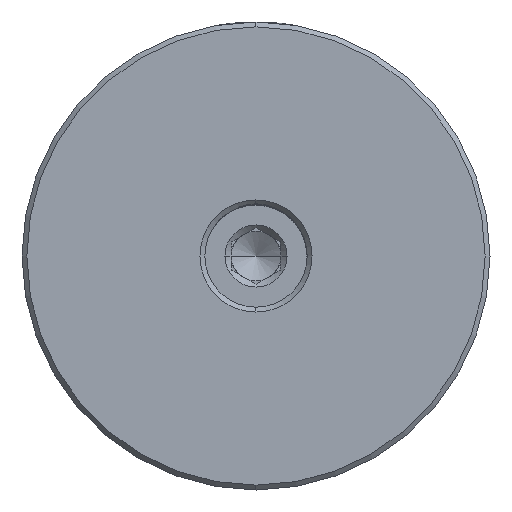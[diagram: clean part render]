
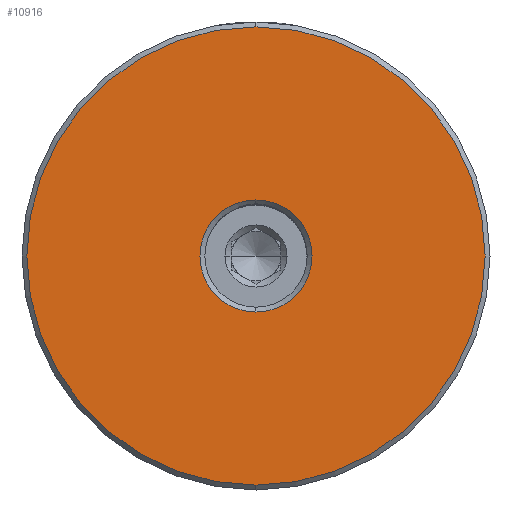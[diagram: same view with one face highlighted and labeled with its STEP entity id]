
A CAD part, left-side view. The second image highlights one B-rep face of the part: STEP entity #10916.
In plain terms, the highlighted planar face has unit normal (-1, 0, 0).
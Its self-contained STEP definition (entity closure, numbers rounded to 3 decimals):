
#1012 = EDGE_CURVE ( 'NONE', #9997, #13783, #13897, .T. ) ;
#1046 = CIRCLE ( 'NONE', #6875, 4.6 ) ;
#3775 = DIRECTION ( 'NONE',  ( 0., 0., -1. ) ) ;
#4029 = PLANE ( 'NONE',  #7645 ) ;
#4110 = DIRECTION ( 'NONE',  ( 0., 0., -1. ) ) ;
#4119 = DIRECTION ( 'NONE',  ( 1., 0., 0. ) ) ;
#4237 = AXIS2_PLACEMENT_3D ( 'NONE', #16851, #12916, #4110 ) ;
#5440 = CARTESIAN_POINT ( 'NONE',  ( -102.528, 0., 0. ) ) ;
#6028 = DIRECTION ( 'NONE',  ( 0., 0., -1. ) ) ;
#6297 = CIRCLE ( 'NONE', #13510, 4.6 ) ;
#6495 = ORIENTED_EDGE ( 'NONE', *, *, #13519, .T. ) ;
#6835 = CARTESIAN_POINT ( 'NONE',  ( -102.528, 0., 18.8 ) ) ;
#6875 = AXIS2_PLACEMENT_3D ( 'NONE', #10375, #12359, #6028 ) ;
#7294 = VERTEX_POINT ( 'NONE', #26177 ) ;
#7572 = ORIENTED_EDGE ( 'NONE', *, *, #18087, .T. ) ;
#7645 = AXIS2_PLACEMENT_3D ( 'NONE', #11843, #4119, #3775 ) ;
#8050 = DIRECTION ( 'NONE',  ( 1., 0., 0. ) ) ;
#8282 = FACE_OUTER_BOUND ( 'NONE', #21027, .T. ) ;
#9470 = ORIENTED_EDGE ( 'NONE', *, *, #15074, .T. ) ;
#9820 = CIRCLE ( 'NONE', #12827, 18.8 ) ;
#9997 = VERTEX_POINT ( 'NONE', #6835 ) ;
#10375 = CARTESIAN_POINT ( 'NONE',  ( -102.528, 0., 0. ) ) ;
#10916 = ADVANCED_FACE ( 'NONE', ( #21125, #8282 ), #4029, .F. ) ;
#10946 = EDGE_LOOP ( 'NONE', ( #9470, #7572 ) ) ;
#11276 = ORIENTED_EDGE ( 'NONE', *, *, #1012, .T. ) ;
#11843 = CARTESIAN_POINT ( 'NONE',  ( -102.528, 0., 0. ) ) ;
#12359 = DIRECTION ( 'NONE',  ( 1., 0., 0. ) ) ;
#12827 = AXIS2_PLACEMENT_3D ( 'NONE', #5440, #19732, #14047 ) ;
#12916 = DIRECTION ( 'NONE',  ( -1., 0., 0. ) ) ;
#13510 = AXIS2_PLACEMENT_3D ( 'NONE', #20140, #8050, #26104 ) ;
#13519 = EDGE_CURVE ( 'NONE', #13783, #9997, #9820, .T. ) ;
#13783 = VERTEX_POINT ( 'NONE', #18735 ) ;
#13897 = CIRCLE ( 'NONE', #4237, 18.8 ) ;
#14047 = DIRECTION ( 'NONE',  ( 0., 0., -1. ) ) ;
#15074 = EDGE_CURVE ( 'NONE', #18732, #7294, #6297, .T. ) ;
#15624 = CARTESIAN_POINT ( 'NONE',  ( -102.528, 0., 4.6 ) ) ;
#16851 = CARTESIAN_POINT ( 'NONE',  ( -102.528, 0., 0. ) ) ;
#18087 = EDGE_CURVE ( 'NONE', #7294, #18732, #1046, .T. ) ;
#18732 = VERTEX_POINT ( 'NONE', #15624 ) ;
#18735 = CARTESIAN_POINT ( 'NONE',  ( -102.528, 0., -18.8 ) ) ;
#19732 = DIRECTION ( 'NONE',  ( -1., 0., 0. ) ) ;
#20140 = CARTESIAN_POINT ( 'NONE',  ( -102.528, 0., 0. ) ) ;
#21027 = EDGE_LOOP ( 'NONE', ( #6495, #11276 ) ) ;
#21125 = FACE_BOUND ( 'NONE', #10946, .T. ) ;
#26104 = DIRECTION ( 'NONE',  ( 0., 0., -1. ) ) ;
#26177 = CARTESIAN_POINT ( 'NONE',  ( -102.528, 0., -4.6 ) ) ;
